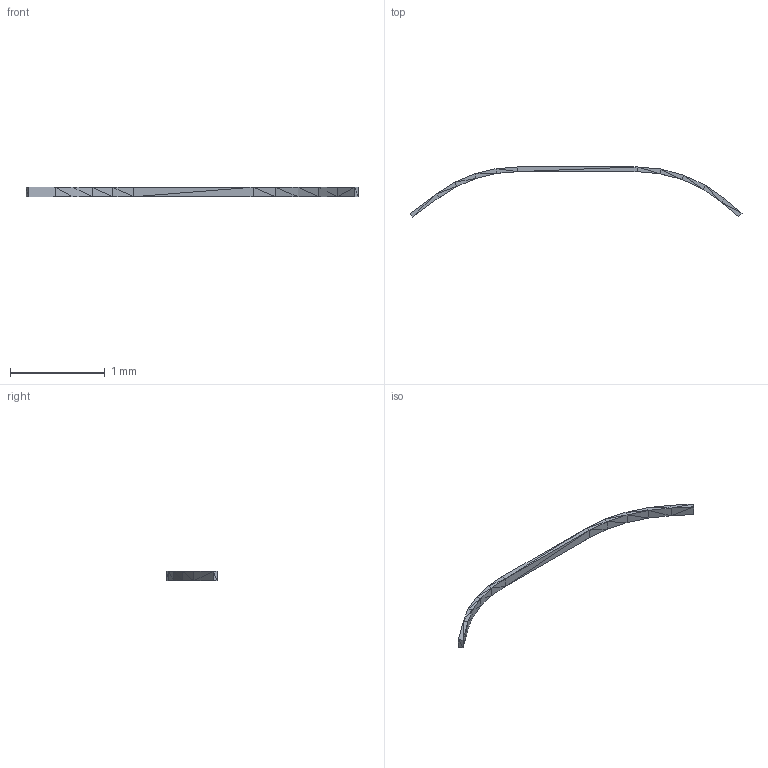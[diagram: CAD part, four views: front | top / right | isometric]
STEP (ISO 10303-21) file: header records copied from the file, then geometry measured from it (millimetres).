
FILE_DESCRIPTION(/* description */ (''),/* implementation_level */ '2;1');
FILE_NAME(/* name */ 'Pectus bar_ipt_17881b1c.STEP',/* time_stamp */ '2021-04-07T15:58:13-05:00',/* author */ ('Administrator'),/* organization */ (''),/* preprocessor_version */ 'ST-DEVELOPER v18.1',/* originating_system */ 'Autodesk Inventor 2021',/* authorisation */ '');
FILE_SCHEMA (('AUTOMOTIVE_DESIGN { 1 0 10303 214 3 1 1 }'));
Length unit declared in the file: millimetre
Products named in the file (1): Pectus bar
Bounding box: 3.51 x 0.53 x 0.1 mm (x, y, z)
Volume: 0 mm3; surface area: 1.1 mm2
Topology: 1 solids, 1 shells, 92 faces, 138 edges, 48 vertices
Faces by surface type: plane 92
Entity records: 1856 total; most frequent: DIRECTION 324, CARTESIAN_POINT 279, ORIENTED_EDGE 276, LINE 138, VECTOR 138, EDGE_CURVE 138, AXIS2_PLACEMENT_3D 93, FACE_OUTER_BOUND 92
